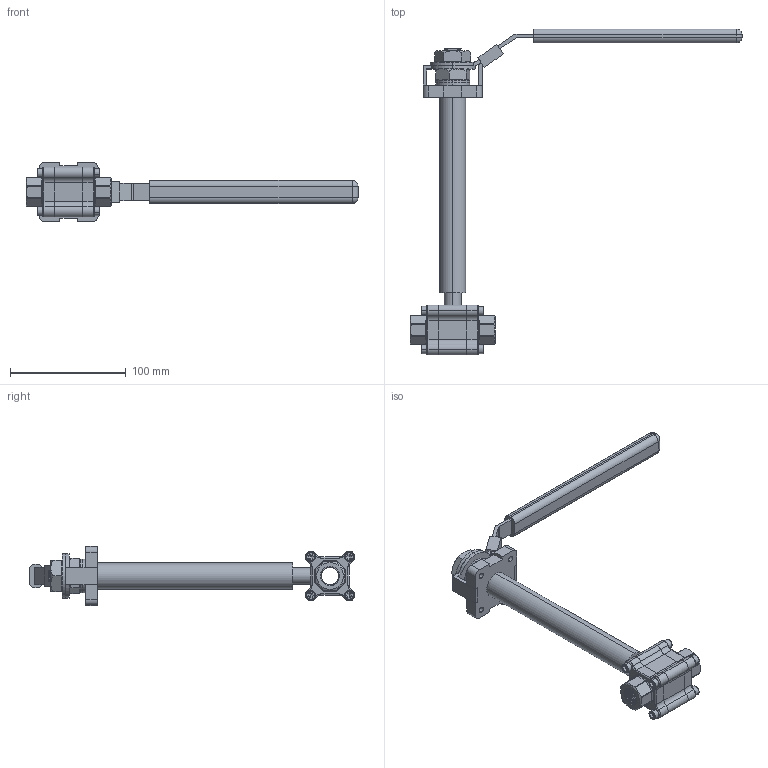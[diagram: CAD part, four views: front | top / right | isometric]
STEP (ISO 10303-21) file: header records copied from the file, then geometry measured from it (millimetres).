
FILE_DESCRIPTION (( 'STEP AP214' ), '1' );
FILE_NAME ('VCI-CRY-201H-900-0.5-NPT-NPT_HND.STEP', '2025-06-05T14:46:41', ( '' ), ( '' ), 'SwSTEP 2.0', 'SolidWorks 2025', '' );
FILE_SCHEMA (( 'AUTOMOTIVE_DESIGN' ));
Length unit declared in the file: millimetre
Products named in the file (5): socket head cap screw_ai_HX-SHCS 0.19-32x0.25x0.25-N; heavy hex jam nut_ai_HHJNUT 0.6250-18-B-N; flat washer type a narrow_ai_Preferred Narrow FW 0.5625; VCI-CRY-201H-900-0.5-NPT-NPT_HND; VCI-CRY-201H-900-0.5-NPT-NPT
Assembly tree (13 placements, depth 2):
  VCI-CRY-201H-900-0.5-NPT-NPT_HND
    VCI-CRY-201H-900-0.5-NPT-NPT
    heavy hex jam nut_ai_HHJNUT 0.6250-18-B-N  x2
    flat washer type a narrow_ai_Preferred Narrow FW 0.5625  x2
    socket head cap screw_ai_HX-SHCS 0.19-32x0.25x0.25-N  x8
Bounding box: 286.8 x 281.5 x 51 mm (x, y, z)
Volume: 223037.3 mm3; surface area: 75215.2 mm2
Topology: 17 solids, 17 shells, 784 faces, 1971 edges, 1228 vertices
Faces by surface type: cylinder 290, plane 264, bspline 94, cone 72, torus 60, sphere 4
Entity records: 104631 total; most frequent: CARTESIAN_POINT 91746, ORIENTED_EDGE 2966, DIRECTION 2354, EDGE_CURVE 1483, VERTEX_POINT 953, AXIS2_PLACEMENT_3D 895, EDGE_LOOP 618, LINE 564
